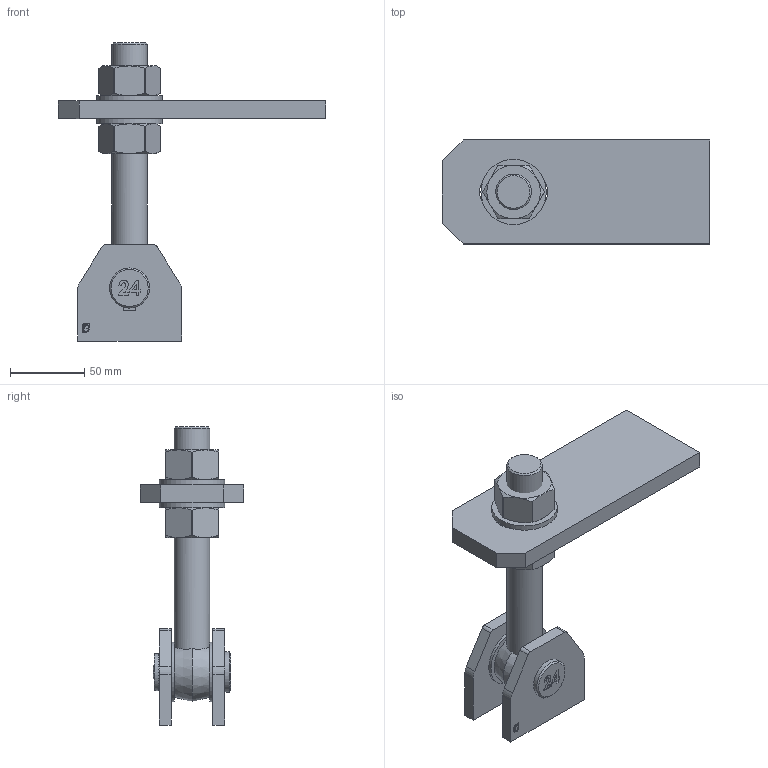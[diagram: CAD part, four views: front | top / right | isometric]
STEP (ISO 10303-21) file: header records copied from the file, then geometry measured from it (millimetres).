
FILE_DESCRIPTION (( 'STEP AP203' ), '1' );
FILE_NAME ('121-M24-FEV.step', '2023-11-30T15:40:04', ( '' ), ( '' ), 'SwSTEP 2.0', 'SolidWorks 2018', '' );
FILE_SCHEMA (( 'CONFIG_CONTROL_DESIGN' ));
Length unit declared in the file: millimetre
Products named in the file (10): Torband Teil2_121-M24-FEV Teil2; 121-Mxx Teil6_121-M24-FEV Teil6; 121-M24-FEV; Torband Teil1_121-M24-FEV Teil1B; Torband Teil5_121-M24-FEV Teil5; Torband Teil3_121-M24-FEV Teil3; DIN 934 M4-M20_DIN 934 M24; Torband Teil4_121-M24-FEV Teil4; 130-Mxx Teil6_121-M24-FEV Teil7; Torband Teil1_121-M24-FEV Teil1A
Assembly tree (12 placements, depth 2):
  121-M24-FEV
    Torband Teil1_121-M24-FEV Teil1B
    Torband Teil1_121-M24-FEV Teil1A
    Torband Teil2_121-M24-FEV Teil2
    Torband Teil3_121-M24-FEV Teil3
    Torband Teil4_121-M24-FEV Teil4  x2
    Torband Teil5_121-M24-FEV Teil5
    130-Mxx Teil6_121-M24-FEV Teil7  x2
    DIN 934 M4-M20_DIN 934 M24  x2
    121-Mxx Teil6_121-M24-FEV Teil6
Bounding box: 180 x 70 x 200.75 mm (x, y, z)
Volume: 338251.1 mm3; surface area: 93837.7 mm2
Topology: 12 solids, 12 shells, 610 faces, 1634 edges, 1077 vertices
Faces by surface type: plane 426, bspline 106, cylinder 41, cone 36, sphere 1
Full cylindrical faces by diameter (mm): 8.5 x1, 10 x1, 19.7 x1, 20.5 x2, 20.6 x2, 21 x2, 24 x1, 25 x1, 26 x2, 27 x1, 40 x2, 44 x2
Entity records: 23249 total; most frequent: CARTESIAN_POINT 8680, ORIENTED_EDGE 3056, DIRECTION 2274, EDGE_CURVE 1528, VECTOR 1080, LINE 1080, VERTEX_POINT 1023, EDGE_LOOP 637
